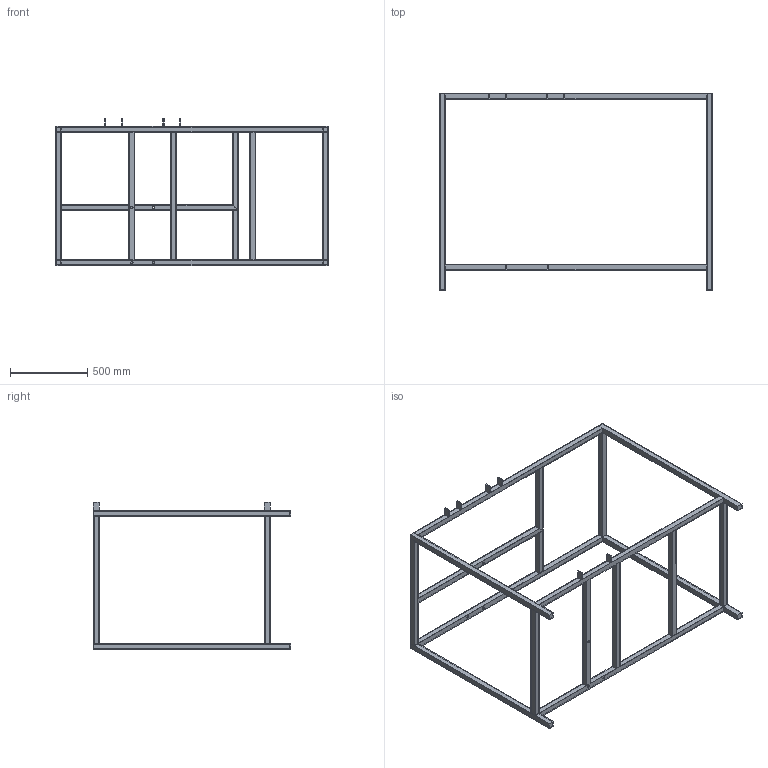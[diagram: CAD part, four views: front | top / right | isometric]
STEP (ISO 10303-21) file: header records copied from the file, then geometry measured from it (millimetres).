
FILE_DESCRIPTION(('FreeCAD Model'),'2;1');
FILE_NAME('Open CASCADE Shape Model','2025-05-04T04:13:00',('FreeCAD'),( 'FreeCAD'),'Open CASCADE STEP processor 7.6','FreeCAD','Unknown');
FILE_SCHEMA(('AUTOMOTIVE_DESIGN { 1 0 10303 214 1 1 1 1 }'));
Length unit declared in the file: millimetre
Products named in the file (1): Open CASCADE STEP translator 7.6 1
Bounding box: 1760.41 x 1273.49 x 950.54 mm (x, y, z)
Volume: 9893891.3 mm3; surface area: 5299038.6 mm2
Topology: 1 solids, 12 shells, 209 faces, 520 edges, 333 vertices
Faces by surface type: bspline 209
Entity records: 5770 total; most frequent: CARTESIAN_POINT 2474, ORIENTED_EDGE 1040, EDGE_CURVE 520, B_SPLINE_CURVE_WITH_KNOTS 476, VERTEX_POINT 333, FACE_BOUND 246, EDGE_LOOP 246, ADVANCED_FACE 209
